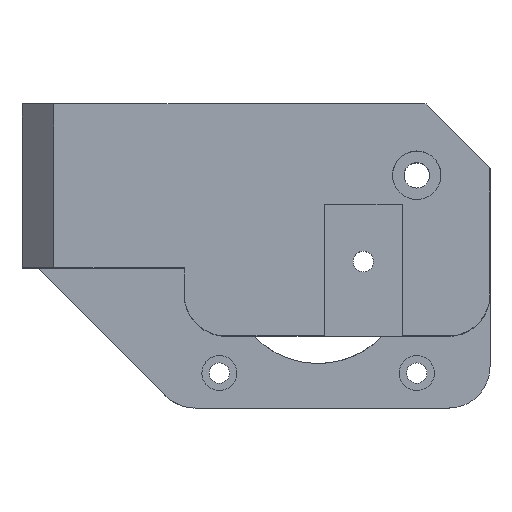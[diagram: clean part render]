
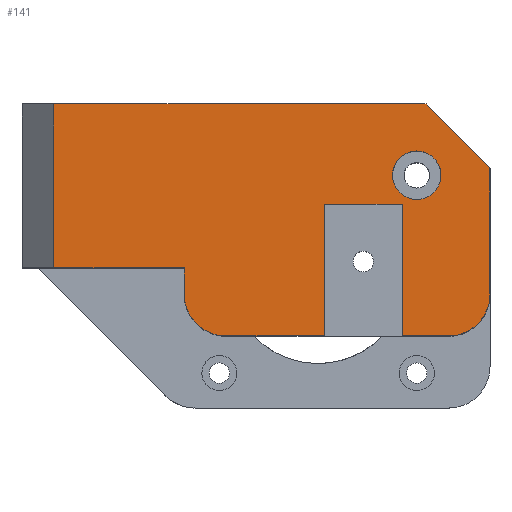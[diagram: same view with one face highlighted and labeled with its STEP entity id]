
A CAD part, top view. The second image highlights one B-rep face of the part: STEP entity #141.
In plain terms, the highlighted planar face has unit normal (0, 0, 1).
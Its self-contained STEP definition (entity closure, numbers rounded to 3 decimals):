
#101 = EDGE_CURVE('',#102,#104,#106,.T.);
#102 = VERTEX_POINT('',#103);
#103 = CARTESIAN_POINT('',(305.641,1001.228,47.945));
#104 = VERTEX_POINT('',#105);
#105 = CARTESIAN_POINT('',(305.641,981.328,47.945));
#106 = LINE('',#107,#108);
#107 = CARTESIAN_POINT('',(305.641,991.676,47.945));
#108 = VECTOR('',#109,1.);
#109 = DIRECTION('',(0.,-1.,0.));
#141 = ADVANCED_FACE('',(#142,#257),#268,.T.);
#142 = FACE_BOUND('',#143,.T.);
#143 = EDGE_LOOP('',(#144,#154,#162,#170,#178,#186,#194,#203,#211,#219,
    #227,#235,#243,#250,#251));
#144 = ORIENTED_EDGE('',*,*,#145,.F.);
#145 = EDGE_CURVE('',#146,#148,#150,.T.);
#146 = VERTEX_POINT('',#147);
#147 = CARTESIAN_POINT('',(295.59,1011.278,47.945));
#148 = VERTEX_POINT('',#149);
#149 = CARTESIAN_POINT('',(295.883,1010.985,47.945));
#150 = LINE('',#151,#152);
#151 = CARTESIAN_POINT('',(288.849,1018.02,47.945));
#152 = VECTOR('',#153,1.);
#153 = DIRECTION('',(0.707,-0.707,0.));
#154 = ORIENTED_EDGE('',*,*,#155,.T.);
#155 = EDGE_CURVE('',#146,#156,#158,.T.);
#156 = VERTEX_POINT('',#157);
#157 = CARTESIAN_POINT('',(295.176,1011.278,47.945));
#158 = LINE('',#159,#160);
#159 = CARTESIAN_POINT('',(274.688,1011.278,47.945));
#160 = VECTOR('',#161,1.);
#161 = DIRECTION('',(-1.,0.,0.));
#162 = ORIENTED_EDGE('',*,*,#163,.T.);
#163 = EDGE_CURVE('',#156,#164,#166,.T.);
#164 = VERTEX_POINT('',#165);
#165 = CARTESIAN_POINT('',(237.141,1011.278,
    47.945));
#166 = LINE('',#167,#168);
#167 = CARTESIAN_POINT('',(233.741,1011.278,47.945));
#168 = VECTOR('',#169,1.);
#169 = DIRECTION('',(-1.,0.,0.));
#170 = ORIENTED_EDGE('',*,*,#171,.F.);
#171 = EDGE_CURVE('',#172,#164,#174,.T.);
#172 = VERTEX_POINT('',#173);
#173 = CARTESIAN_POINT('',(237.141,985.528,47.945));
#174 = LINE('',#175,#176);
#175 = CARTESIAN_POINT('',(237.141,985.528,47.945));
#176 = VECTOR('',#177,1.);
#177 = DIRECTION('',(0.,1.,0.));
#178 = ORIENTED_EDGE('',*,*,#179,.T.);
#179 = EDGE_CURVE('',#172,#180,#182,.T.);
#180 = VERTEX_POINT('',#181);
#181 = CARTESIAN_POINT('',(257.641,985.528,47.945));
#182 = LINE('',#183,#184);
#183 = CARTESIAN_POINT('',(279.921,985.528,47.945));
#184 = VECTOR('',#185,1.);
#185 = DIRECTION('',(1.,0.,0.));
#186 = ORIENTED_EDGE('',*,*,#187,.T.);
#187 = EDGE_CURVE('',#180,#188,#190,.T.);
#188 = VERTEX_POINT('',#189);
#189 = CARTESIAN_POINT('',(257.641,981.328,47.945));
#190 = LINE('',#191,#192);
#191 = CARTESIAN_POINT('',(257.641,991.676,47.945));
#192 = VECTOR('',#193,1.);
#193 = DIRECTION('',(0.,-1.,0.));
#194 = ORIENTED_EDGE('',*,*,#195,.F.);
#195 = EDGE_CURVE('',#196,#188,#198,.T.);
#196 = VERTEX_POINT('',#197);
#197 = CARTESIAN_POINT('',(264.141,974.828,47.945));
#198 = CIRCLE('',#199,6.5);
#199 = AXIS2_PLACEMENT_3D('',#200,#201,#202);
#200 = CARTESIAN_POINT('',(264.141,981.328,47.945));
#201 = DIRECTION('',(0.,0.,-1.));
#202 = DIRECTION('',(1.,0.,0.));
#203 = ORIENTED_EDGE('',*,*,#204,.F.);
#204 = EDGE_CURVE('',#205,#196,#207,.T.);
#205 = VERTEX_POINT('',#206);
#206 = CARTESIAN_POINT('',(279.656,974.828,47.945));
#207 = LINE('',#208,#209);
#208 = CARTESIAN_POINT('',(274.487,974.828,47.945));
#209 = VECTOR('',#210,1.);
#210 = DIRECTION('',(-1.,0.,0.));
#211 = ORIENTED_EDGE('',*,*,#212,.F.);
#212 = EDGE_CURVE('',#213,#205,#215,.T.);
#213 = VERTEX_POINT('',#214);
#214 = CARTESIAN_POINT('',(279.656,995.528,47.945
    ));
#215 = LINE('',#216,#217);
#216 = CARTESIAN_POINT('',(279.656,991.676,47.945));
#217 = VECTOR('',#218,1.);
#218 = DIRECTION('',(0.,-1.,0.));
#219 = ORIENTED_EDGE('',*,*,#220,.T.);
#220 = EDGE_CURVE('',#213,#221,#223,.T.);
#221 = VERTEX_POINT('',#222);
#222 = CARTESIAN_POINT('',(291.856,995.528,
    47.945));
#223 = LINE('',#224,#225);
#224 = CARTESIAN_POINT('',(279.656,995.528,47.945
    ));
#225 = VECTOR('',#226,1.);
#226 = DIRECTION('',(1.,0.,0.));
#227 = ORIENTED_EDGE('',*,*,#228,.T.);
#228 = EDGE_CURVE('',#221,#229,#231,.T.);
#229 = VERTEX_POINT('',#230);
#230 = CARTESIAN_POINT('',(291.856,974.828,47.945));
#231 = LINE('',#232,#233);
#232 = CARTESIAN_POINT('',(291.856,996.528,
    47.945));
#233 = VECTOR('',#234,1.);
#234 = DIRECTION('',(0.,-1.,0.));
#235 = ORIENTED_EDGE('',*,*,#236,.F.);
#236 = EDGE_CURVE('',#237,#229,#239,.T.);
#237 = VERTEX_POINT('',#238);
#238 = CARTESIAN_POINT('',(299.141,974.828,47.945));
#239 = LINE('',#240,#241);
#240 = CARTESIAN_POINT('',(284.23,974.828,47.945));
#241 = VECTOR('',#242,1.);
#242 = DIRECTION('',(-1.,0.,0.));
#243 = ORIENTED_EDGE('',*,*,#244,.F.);
#244 = EDGE_CURVE('',#104,#237,#245,.T.);
#245 = CIRCLE('',#246,6.5);
#246 = AXIS2_PLACEMENT_3D('',#247,#248,#249);
#247 = CARTESIAN_POINT('',(299.141,981.328,47.945));
#248 = DIRECTION('',(0.,0.,-1.));
#249 = DIRECTION('',(1.,0.,0.));
#250 = ORIENTED_EDGE('',*,*,#101,.F.);
#251 = ORIENTED_EDGE('',*,*,#252,.T.);
#252 = EDGE_CURVE('',#102,#148,#253,.T.);
#253 = LINE('',#254,#255);
#254 = CARTESIAN_POINT('',(305.641,1001.228,47.945));
#255 = VECTOR('',#256,1.);
#256 = DIRECTION('',(-0.707,0.707,0.));
#257 = FACE_BOUND('',#258,.T.);
#258 = EDGE_LOOP('',(#259));
#259 = ORIENTED_EDGE('',*,*,#260,.F.);
#260 = EDGE_CURVE('',#261,#261,#263,.T.);
#261 = VERTEX_POINT('',#262);
#262 = CARTESIAN_POINT('',(297.941,1000.078,47.945));
#263 = CIRCLE('',#264,3.8);
#264 = AXIS2_PLACEMENT_3D('',#265,#266,#267);
#265 = CARTESIAN_POINT('',(294.141,1000.078,47.945));
#266 = DIRECTION('',(0.,0.,1.));
#267 = DIRECTION('',(1.,0.,0.));
#268 = PLANE('',#269);
#269 = AXIS2_PLACEMENT_3D('',#270,#271,#272);
#270 = CARTESIAN_POINT('',(271.533,993.792,47.945));
#271 = DIRECTION('',(0.,0.,1.));
#272 = DIRECTION('',(0.,1.,0.));
